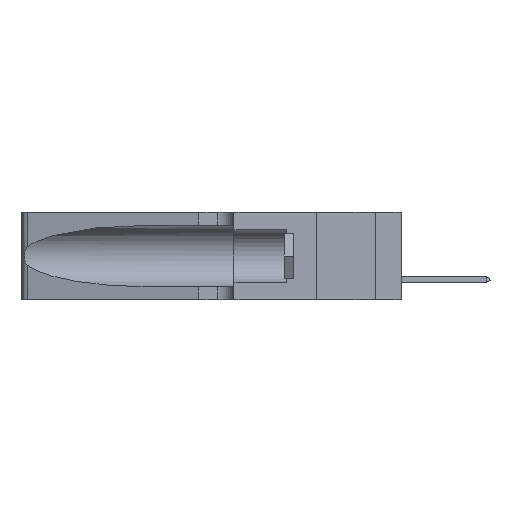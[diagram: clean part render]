
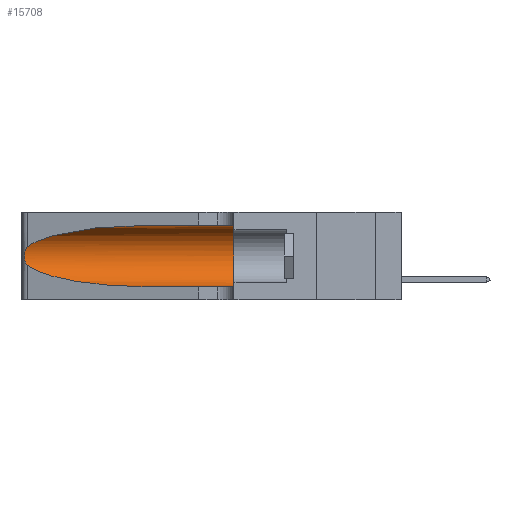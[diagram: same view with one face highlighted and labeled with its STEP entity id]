
A CAD part, left-side view. The second image highlights one B-rep face of the part: STEP entity #15708.
In plain terms, the highlighted cylindrical face has radius 3.308 mm (diameter 6.617 mm), a partial arc.
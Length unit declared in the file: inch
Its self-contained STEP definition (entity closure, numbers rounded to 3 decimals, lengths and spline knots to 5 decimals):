
#228 = CARTESIAN_POINT ( 'NONE',  ( 0.1305, 0.35, 0.05475 ) ) ;
#269 = AXIS2_PLACEMENT_3D ( 'NONE', #30796, #30903, #12464 ) ;
#328 = VECTOR ( 'NONE', #6869, 39.37008 ) ;
#2286 = AXIS2_PLACEMENT_3D ( 'NONE', #32416, #22199, #3675 ) ;
#2595 = CARTESIAN_POINT ( 'NONE',  ( 0.26075, 1.23896, 0.178 ) ) ;
#2614 = CARTESIAN_POINT ( 'NONE',  ( 0.25487, 1.22718, 0.14631 ) ) ;
#3675 = DIRECTION ( 'NONE',  ( 0., 0., 1. ) ) ;
#4135 = CARTESIAN_POINT ( 'NONE',  ( 0.25787, 1.23484, 0.2124 ) ) ;
#4247 = CARTESIAN_POINT ( 'NONE',  ( 0.25639, 1.23184, 0.21858 ) ) ;
#4837 = EDGE_CURVE ( 'NONE', #8245, #11469, #5758, .T. ) ;
#5240 = EDGE_CURVE ( 'NONE', #23213, #8245, #9216, .T. ) ;
#5758 = LINE ( 'NONE', #28094, #23330 ) ;
#6145 = EDGE_LOOP ( 'NONE', ( #7970, #26085, #10531, #18702, #13488, #18200 ) ) ;
#6839 = CARTESIAN_POINT ( 'NONE',  ( 0.18966, 0.96281, 0.05475 ) ) ;
#6869 = DIRECTION ( 'NONE',  ( 0., -1., 0. ) ) ;
#7885 = CARTESIAN_POINT ( 'NONE',  ( 0.26017, 1.23833, 0.17102 ) ) ;
#7970 = ORIENTED_EDGE ( 'NONE', *, *, #18532, .T. ) ;
#8234 = EDGE_CURVE ( 'NONE', #14444, #23213, #15072, .T. ) ;
#8245 = VERTEX_POINT ( 'NONE', #29634 ) ;
#8706 = EDGE_CURVE ( 'NONE', #25315, #11469, #14362, .T. ) ;
#9216 =( BOUNDED_CURVE ( )  B_SPLINE_CURVE ( 3, ( #9471, #22502, #6839, #17350 ),
 .UNSPECIFIED., .F., .T. ) 
 B_SPLINE_CURVE_WITH_KNOTS ( ( 4, 4 ),
 ( 3.44316, 4.71239 ),
 .UNSPECIFIED. ) 
 CURVE ( )  GEOMETRIC_REPRESENTATION_ITEM ( )  RATIONAL_B_SPLINE_CURVE ( ( 1., 0.87, 0.87, 1. ) ) 
 REPRESENTATION_ITEM ( '' )  );
#9283 = CARTESIAN_POINT ( 'NONE',  ( 0.25487, 1.22718, 0.22369 ) ) ;
#9286 = CARTESIAN_POINT ( 'NONE',  ( 0.1305, 0.72297, 0.31525 ) ) ;
#9471 = CARTESIAN_POINT ( 'NONE',  ( 0.25487, 1.22718, 0.14631 ) ) ;
#10531 = ORIENTED_EDGE ( 'NONE', *, *, #5240, .T. ) ;
#11469 = VERTEX_POINT ( 'NONE', #228 ) ;
#11522 = CARTESIAN_POINT ( 'NONE',  ( 0.25487, 1.22718, 0.14631 ) ) ;
#12382 = DIRECTION ( 'NONE',  ( 0., -1., 0. ) ) ;
#12464 = DIRECTION ( 'NONE',  ( 0., 0., -1. ) ) ;
#12851 = FACE_OUTER_BOUND ( 'NONE', #6145, .T. ) ;
#13042 = CARTESIAN_POINT ( 'NONE',  ( 0.25856, 1.23593, 0.16098 ) ) ;
#13488 = ORIENTED_EDGE ( 'NONE', *, *, #8706, .F. ) ;
#14362 = CIRCLE ( 'NONE', #2286, 0.13025 ) ;
#14444 = VERTEX_POINT ( 'NONE', #27580 ) ;
#15072 = B_SPLINE_CURVE_WITH_KNOTS ( 'NONE', 3,
 ( #9283, #30260, #4247, #4135, #20026, #25438, #25999, #2595, #7885, #13042, #15994, #16547, #27254, #11522 ),
 .UNSPECIFIED., .F., .F.,
 ( 4, 2, 2, 2, 2, 2, 4 ),
 ( 0., 0.00027, 0.00053, 0.00107, 0.0016, 0.00187, 0.00214 ),
 .UNSPECIFIED. ) ;
#15708 = ADVANCED_FACE ( 'NONE', ( #12851 ), #25586, .F. ) ;
#15994 = CARTESIAN_POINT ( 'NONE',  ( 0.25789, 1.23486, 0.15765 ) ) ;
#16547 = CARTESIAN_POINT ( 'NONE',  ( 0.25639, 1.23186, 0.15144 ) ) ;
#17350 = CARTESIAN_POINT ( 'NONE',  ( 0.1305, 0.72297, 0.05475 ) ) ;
#18200 = ORIENTED_EDGE ( 'NONE', *, *, #33430, .F. ) ;
#18532 = EDGE_CURVE ( 'NONE', #33216, #14444, #32709, .T. ) ;
#18702 = ORIENTED_EDGE ( 'NONE', *, *, #4837, .T. ) ;
#20026 = CARTESIAN_POINT ( 'NONE',  ( 0.25854, 1.2359, 0.20912 ) ) ;
#21285 = CARTESIAN_POINT ( 'NONE',  ( 0.1305, 0.72297, 0.31525 ) ) ;
#22199 = DIRECTION ( 'NONE',  ( 0., 1., 0. ) ) ;
#22424 = CARTESIAN_POINT ( 'NONE',  ( 0.25487, 1.22718, 0.22369 ) ) ;
#22502 = CARTESIAN_POINT ( 'NONE',  ( 0.2373, 1.15595, 0.08982 ) ) ;
#23213 = VERTEX_POINT ( 'NONE', #2614 ) ;
#23330 = VECTOR ( 'NONE', #12382, 39.37008 ) ;
#24882 = LINE ( 'NONE', #25087, #328 ) ;
#25087 = CARTESIAN_POINT ( 'NONE',  ( 0.1305, 1.61858, 0.31525 ) ) ;
#25315 = VERTEX_POINT ( 'NONE', #26695 ) ;
#25438 = CARTESIAN_POINT ( 'NONE',  ( 0.26018, 1.23835, 0.19895 ) ) ;
#25586 = CYLINDRICAL_SURFACE ( 'NONE', #269, 0.13025 ) ;
#25999 = CARTESIAN_POINT ( 'NONE',  ( 0.26075, 1.23896, 0.19203 ) ) ;
#26085 = ORIENTED_EDGE ( 'NONE', *, *, #8234, .T. ) ;
#26695 = CARTESIAN_POINT ( 'NONE',  ( 0.1305, 0.35, 0.31525 ) ) ;
#27254 = CARTESIAN_POINT ( 'NONE',  ( 0.25555, 1.22993, 0.14849 ) ) ;
#27413 = CARTESIAN_POINT ( 'NONE',  ( 0.18966, 0.96281, 0.31525 ) ) ;
#27580 = CARTESIAN_POINT ( 'NONE',  ( 0.25487, 1.22718, 0.22369 ) ) ;
#28094 = CARTESIAN_POINT ( 'NONE',  ( 0.1305, 1.61858, 0.05475 ) ) ;
#29634 = CARTESIAN_POINT ( 'NONE',  ( 0.1305, 0.72297, 0.05475 ) ) ;
#30260 = CARTESIAN_POINT ( 'NONE',  ( 0.25555, 1.22994, 0.2215 ) ) ;
#30266 = CARTESIAN_POINT ( 'NONE',  ( 0.2373, 1.15595, 0.28018 ) ) ;
#30796 = CARTESIAN_POINT ( 'NONE',  ( 0.1305, 1.61858, 0.185 ) ) ;
#30903 = DIRECTION ( 'NONE',  ( 0., -1., 0. ) ) ;
#32416 = CARTESIAN_POINT ( 'NONE',  ( 0.1305, 0.35, 0.185 ) ) ;
#32709 =( BOUNDED_CURVE ( )  B_SPLINE_CURVE ( 3, ( #9286, #27413, #30266, #22424 ),
 .UNSPECIFIED., .F., .F. ) 
 B_SPLINE_CURVE_WITH_KNOTS ( ( 4, 4 ),
 ( 1.5708, 2.84003 ),
 .UNSPECIFIED. ) 
 CURVE ( )  GEOMETRIC_REPRESENTATION_ITEM ( )  RATIONAL_B_SPLINE_CURVE ( ( 1., 0.87, 0.87, 1. ) ) 
 REPRESENTATION_ITEM ( '' )  );
#33216 = VERTEX_POINT ( 'NONE', #21285 ) ;
#33430 = EDGE_CURVE ( 'NONE', #33216, #25315, #24882, .T. ) ;
